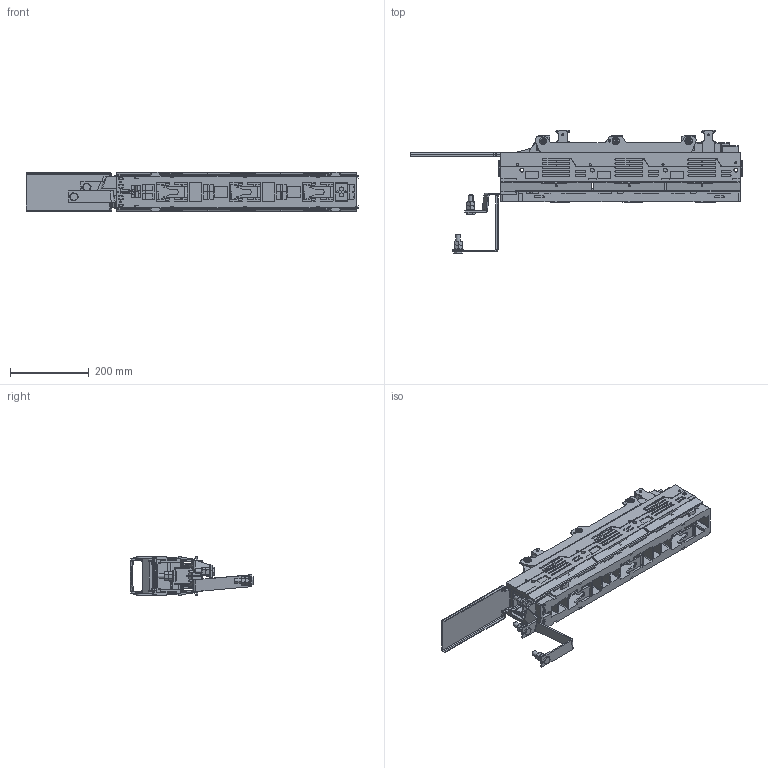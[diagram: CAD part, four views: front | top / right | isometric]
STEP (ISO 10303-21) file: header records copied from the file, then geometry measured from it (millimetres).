
FILE_DESCRIPTION (( 'STEP AP203' ), '1' );
FILE_NAME ('ARS 2-3-T 400A Ó.STEP', '2022-10-14T17:32:33', ( '' ), ( '' ), 'SwSTEP 2.0', 'SolidWorks 2018', '' );
FILE_SCHEMA (( 'CONFIG_CONTROL_DESIGN' ));
Length unit declared in the file: millimetre
Products named in the file (1): ARS 2-3-T 400A Ó
Bounding box: 842.5 x 313.34 x 99.9 mm (x, y, z)
Surface area: 926346.7 mm2 (no closed solid volume)
Topology: 0 solids, 99 shells, 2322 faces, 8985 edges, 6608 vertices
Faces by surface type: plane 1304, cylinder 748, cone 128, bspline 61, sphere 48, torus 33
Entity records: 100724 total; most frequent: CARTESIAN_POINT 26758, DIRECTION 15084, ORIENTED_EDGE 13862, EDGE_CURVE 8965, VERTEX_POINT 6608, LINE 6312, VECTOR 6312, AXIS2_PLACEMENT_3D 4386
